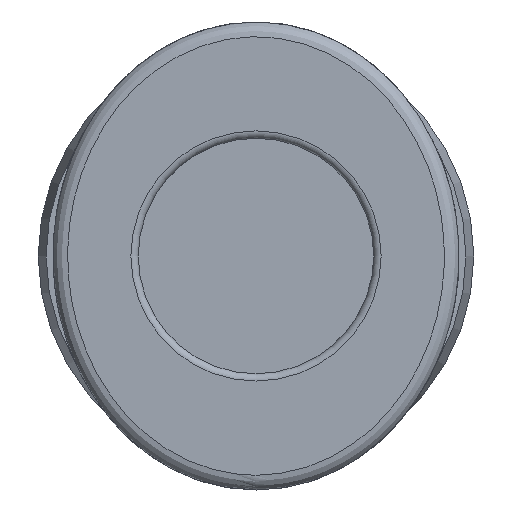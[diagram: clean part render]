
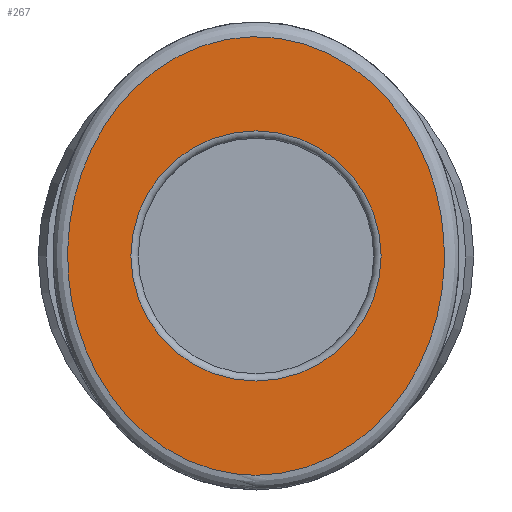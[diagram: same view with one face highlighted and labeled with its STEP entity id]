
A CAD part, front view. The second image highlights one B-rep face of the part: STEP entity #267.
In plain terms, the highlighted planar face has unit normal (0, -1, 0).
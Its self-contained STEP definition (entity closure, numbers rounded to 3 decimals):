
#32=B_SPLINE_CURVE_WITH_KNOTS('',3,(#570,#571,#572,#573,#574,#575,#576,
#577,#578,#579,#580,#581,#582,#583,#584,#585,#586,#587,#588),
 .UNSPECIFIED.,.T.,.F.,(1,1,1,1,1,1,1,1,1,1,1,1,1,1,1,1,1,1,1,1,1,1,1),
(-0.008,-0.005,-0.003,0.,0.003,
0.005,0.008,0.011,0.014,
0.016,0.019,0.022,0.025,
0.027,0.03,0.033,0.036,
0.038,0.041,0.044,0.047,
0.049,0.052),.UNSPECIFIED.);
#41=PLANE('',#316);
#74=ORIENTED_EDGE('',*,*,#105,.T.);
#75=ORIENTED_EDGE('',*,*,#106,.T.);
#105=EDGE_CURVE('',#128,#128,#148,.T.);
#106=EDGE_CURVE('',#129,#129,#32,.T.);
#128=VERTEX_POINT('',#568);
#129=VERTEX_POINT('',#589);
#148=CIRCLE('',#315,4.25);
#183=EDGE_LOOP('',(#74));
#184=EDGE_LOOP('',(#75));
#229=FACE_BOUND('',#183,.T.);
#230=FACE_BOUND('',#184,.T.);
#267=ADVANCED_FACE('',(#229,#230),#41,.F.);
#315=AXIS2_PLACEMENT_3D('',#567,#383,#384);
#316=AXIS2_PLACEMENT_3D('',#569,#385,#386);
#383=DIRECTION('',(0.,1.,0.));
#384=DIRECTION('',(0.,0.,1.));
#385=DIRECTION('',(0.,1.,0.));
#386=DIRECTION('',(0.,0.,1.));
#567=CARTESIAN_POINT('',(0.,-25.2,0.));
#568=CARTESIAN_POINT('',(0.,-25.2,4.25));
#569=CARTESIAN_POINT('',(0.,-25.2,0.));
#570=CARTESIAN_POINT('',(-2.725,-25.2,-6.982));
#571=CARTESIAN_POINT('',(0.,-25.2,-7.684));
#572=CARTESIAN_POINT('',(2.725,-25.2,-6.981));
#573=CARTESIAN_POINT('',(4.837,-25.2,-5.161));
#574=CARTESIAN_POINT('',(6.117,-25.2,-2.714));
#575=CARTESIAN_POINT('',(6.542,-25.2,0.005));
#576=CARTESIAN_POINT('',(6.115,-25.2,2.72));
#577=CARTESIAN_POINT('',(4.836,-25.2,5.159));
#578=CARTESIAN_POINT('',(2.744,-25.2,6.968));
#579=CARTESIAN_POINT('',(0.022,-25.2,7.685));
#580=CARTESIAN_POINT('',(-2.705,-25.2,6.991));
#581=CARTESIAN_POINT('',(-4.823,-25.2,5.18));
#582=CARTESIAN_POINT('',(-6.114,-25.2,2.727));
#583=CARTESIAN_POINT('',(-6.543,-25.2,0.002));
#584=CARTESIAN_POINT('',(-6.115,-25.2,-2.718));
#585=CARTESIAN_POINT('',(-4.842,-25.2,-5.154));
#586=CARTESIAN_POINT('',(-2.725,-25.2,-6.982));
#587=CARTESIAN_POINT('',(0.,-25.2,-7.684));
#588=CARTESIAN_POINT('',(2.725,-25.2,-6.981));
#589=CARTESIAN_POINT('',(0.,-25.2,-7.45));
